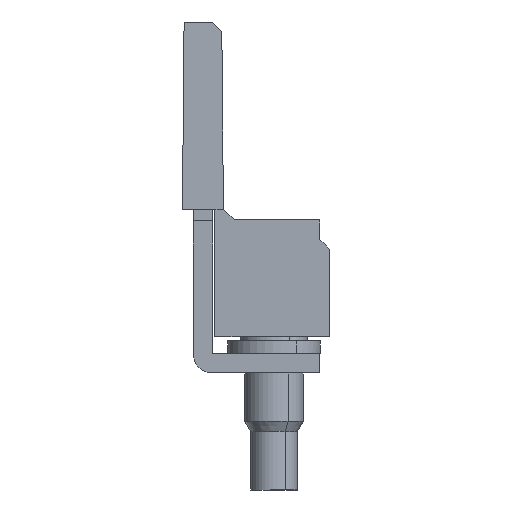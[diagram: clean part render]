
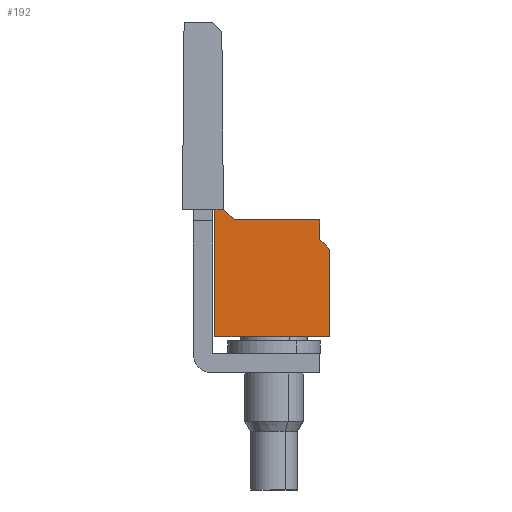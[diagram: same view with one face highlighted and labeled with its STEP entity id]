
A CAD part, left-side view. The second image highlights one B-rep face of the part: STEP entity #192.
In plain terms, the highlighted planar face has unit normal (-1, 0, 0).
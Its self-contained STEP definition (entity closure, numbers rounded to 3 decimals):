
#140=AXIS2_PLACEMENT_3D('Plane Axis2P3D',#137,#138,#139) ;
#43=CARTESIAN_POINT('Vertex',(0.,0.,7.85)) ;
#46=CARTESIAN_POINT('Line Origine',(0.,2.94,7.85)) ;
#50=CARTESIAN_POINT('Vertex',(0.,5.88,7.85)) ;
#117=CARTESIAN_POINT('Vertex',(0.,0.,12.35)) ;
#120=CARTESIAN_POINT('Line Origine',(0.,0.,10.1)) ;
#137=CARTESIAN_POINT('Axis2P3D Location',(0.,5.88,8.4)) ;
#142=CARTESIAN_POINT('Line Origine',(0.,0.25,12.6)) ;
#146=CARTESIAN_POINT('Vertex',(0.,0.5,12.85)) ;
#149=CARTESIAN_POINT('Line Origine',(0.,0.5,13.35)) ;
#153=CARTESIAN_POINT('Vertex',(0.,0.5,13.85)) ;
#156=CARTESIAN_POINT('Line Origine',(0.,2.693,13.85)) ;
#160=CARTESIAN_POINT('Vertex',(0.,4.885,13.85)) ;
#163=CARTESIAN_POINT('Line Origine',(0.,5.165,14.125)) ;
#167=CARTESIAN_POINT('Vertex',(0.,5.445,14.4)) ;
#170=CARTESIAN_POINT('Line Origine',(0.,5.663,14.4)) ;
#174=CARTESIAN_POINT('Vertex',(0.,5.88,14.4)) ;
#177=CARTESIAN_POINT('Line Origine',(0.,5.88,11.125)) ;
#47=DIRECTION('Vector Direction',(0.,-1.,0.)) ;
#121=DIRECTION('Vector Direction',(0.,0.,1.)) ;
#138=DIRECTION('Axis2P3D Direction',(1.,0.,0.)) ;
#139=DIRECTION('Axis2P3D XDirection',(0.,-1.,0.)) ;
#143=DIRECTION('Vector Direction',(0.,0.707,0.707)) ;
#150=DIRECTION('Vector Direction',(0.,0.,1.)) ;
#157=DIRECTION('Vector Direction',(0.,-1.,0.)) ;
#164=DIRECTION('Vector Direction',(0.,0.713,0.701)) ;
#171=DIRECTION('Vector Direction',(0.,-1.,0.)) ;
#178=DIRECTION('Vector Direction',(0.,0.,-1.)) ;
#48=VECTOR('Line Direction',#47,1.) ;
#122=VECTOR('Line Direction',#121,1.) ;
#144=VECTOR('Line Direction',#143,1.) ;
#151=VECTOR('Line Direction',#150,1.) ;
#158=VECTOR('Line Direction',#157,1.) ;
#165=VECTOR('Line Direction',#164,1.) ;
#172=VECTOR('Line Direction',#171,1.) ;
#179=VECTOR('Line Direction',#178,1.) ;
#183=ORIENTED_EDGE('',*,*,#148,.F.) ;
#184=ORIENTED_EDGE('',*,*,#155,.F.) ;
#185=ORIENTED_EDGE('',*,*,#162,.F.) ;
#186=ORIENTED_EDGE('',*,*,#169,.F.) ;
#187=ORIENTED_EDGE('',*,*,#176,.F.) ;
#188=ORIENTED_EDGE('',*,*,#181,.T.) ;
#189=ORIENTED_EDGE('',*,*,#52,.F.) ;
#190=ORIENTED_EDGE('',*,*,#124,.F.) ;
#192=ADVANCED_FACE('KU_WQV6/10',(#191),#141,.F.) ;
#52=EDGE_CURVE('',#44,#51,#49,.F.) ;
#124=EDGE_CURVE('',#118,#44,#123,.F.) ;
#148=EDGE_CURVE('',#147,#118,#145,.F.) ;
#155=EDGE_CURVE('',#154,#147,#152,.F.) ;
#162=EDGE_CURVE('',#161,#154,#159,.T.) ;
#169=EDGE_CURVE('',#168,#161,#166,.F.) ;
#176=EDGE_CURVE('',#175,#168,#173,.T.) ;
#181=EDGE_CURVE('',#175,#51,#180,.T.) ;
#182=EDGE_LOOP('',(#183,#184,#185,#186,#187,#188,#189,#190)) ;
#191=FACE_OUTER_BOUND('',#182,.T.) ;
#49=LINE('Line',#46,#48) ;
#123=LINE('Line',#120,#122) ;
#145=LINE('Line',#142,#144) ;
#152=LINE('Line',#149,#151) ;
#159=LINE('Line',#156,#158) ;
#166=LINE('Line',#163,#165) ;
#173=LINE('Line',#170,#172) ;
#180=LINE('Line',#177,#179) ;
#141=PLANE('',#140) ;
#44=VERTEX_POINT('',#43) ;
#51=VERTEX_POINT('',#50) ;
#118=VERTEX_POINT('',#117) ;
#147=VERTEX_POINT('',#146) ;
#154=VERTEX_POINT('',#153) ;
#161=VERTEX_POINT('',#160) ;
#168=VERTEX_POINT('',#167) ;
#175=VERTEX_POINT('',#174) ;
